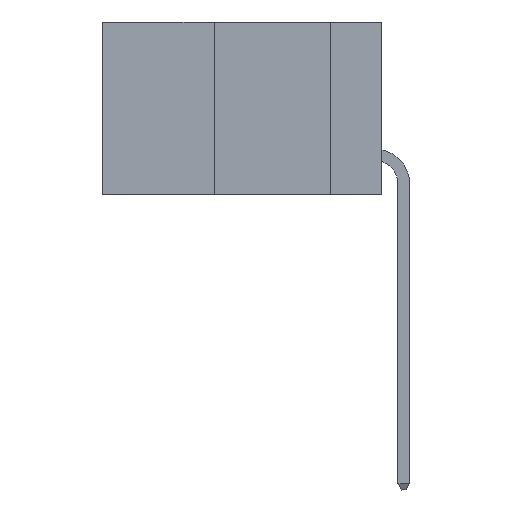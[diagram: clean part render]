
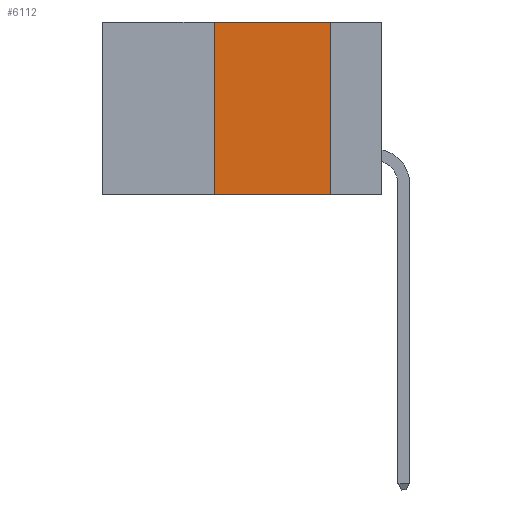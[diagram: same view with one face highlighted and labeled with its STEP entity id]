
A CAD part, left-side view. The second image highlights one B-rep face of the part: STEP entity #6112.
In plain terms, the highlighted planar face has unit normal (-1, 0, 0).
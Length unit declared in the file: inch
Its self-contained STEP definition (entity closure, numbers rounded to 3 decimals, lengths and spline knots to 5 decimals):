
#238 = VERTEX_POINT ( 'NONE', #8238 ) ;
#1126 = VECTOR ( 'NONE', #14708, 39.37008 ) ;
#2482 = CARTESIAN_POINT ( 'NONE',  ( 0., 0.11, 0. ) ) ;
#3485 = AXIS2_PLACEMENT_3D ( 'NONE', #18814, #9549, #20461 ) ;
#4033 = VECTOR ( 'NONE', #17807, 39.37008 ) ;
#5166 = CARTESIAN_POINT ( 'NONE',  ( 0., 0.11, 0. ) ) ;
#5451 = ORIENTED_EDGE ( 'NONE', *, *, #15871, .F. ) ;
#5733 = ORIENTED_EDGE ( 'NONE', *, *, #11280, .F. ) ;
#5789 = CARTESIAN_POINT ( 'NONE',  ( 0., 0.6, 0. ) ) ;
#6054 = LINE ( 'NONE', #5166, #1126 ) ;
#6112 = ADVANCED_FACE ( 'NONE', ( #11685 ), #7924, .F. ) ;
#7056 = VERTEX_POINT ( 'NONE', #11720 ) ;
#7556 = VECTOR ( 'NONE', #15290, 39.37008 ) ;
#7924 = PLANE ( 'NONE',  #3485 ) ;
#8238 = CARTESIAN_POINT ( 'NONE',  ( 0., 0.11, -0.37 ) ) ;
#8399 = CARTESIAN_POINT ( 'NONE',  ( 0., 0.36, 0. ) ) ;
#8490 = ORIENTED_EDGE ( 'NONE', *, *, #14710, .F. ) ;
#8766 = VERTEX_POINT ( 'NONE', #2482 ) ;
#9549 = DIRECTION ( 'NONE',  ( 1., 0., 0. ) ) ;
#9764 = DIRECTION ( 'NONE',  ( 0., -1., 0. ) ) ;
#10192 = ORIENTED_EDGE ( 'NONE', *, *, #19417, .T. ) ;
#10496 = LINE ( 'NONE', #19078, #14667 ) ;
#11280 = EDGE_CURVE ( 'NONE', #15206, #8766, #20554, .T. ) ;
#11685 = FACE_OUTER_BOUND ( 'NONE', #14669, .T. ) ;
#11720 = CARTESIAN_POINT ( 'NONE',  ( 0., 0.36, -0.37 ) ) ;
#13576 = LINE ( 'NONE', #8399, #4033 ) ;
#14366 = CARTESIAN_POINT ( 'NONE',  ( 0., 0.36, 0. ) ) ;
#14667 = VECTOR ( 'NONE', #9764, 39.37008 ) ;
#14669 = EDGE_LOOP ( 'NONE', ( #5451, #5733, #8490, #10192 ) ) ;
#14708 = DIRECTION ( 'NONE',  ( 0., 0., -1. ) ) ;
#14710 = EDGE_CURVE ( 'NONE', #7056, #15206, #13576, .T. ) ;
#15206 = VERTEX_POINT ( 'NONE', #14366 ) ;
#15290 = DIRECTION ( 'NONE',  ( 0., -1., 0. ) ) ;
#15871 = EDGE_CURVE ( 'NONE', #8766, #238, #6054, .T. ) ;
#17807 = DIRECTION ( 'NONE',  ( 0., 0., 1. ) ) ;
#18814 = CARTESIAN_POINT ( 'NONE',  ( 0., 0.6, 0. ) ) ;
#19078 = CARTESIAN_POINT ( 'NONE',  ( 0., 0.6, -0.37 ) ) ;
#19417 = EDGE_CURVE ( 'NONE', #7056, #238, #10496, .T. ) ;
#20461 = DIRECTION ( 'NONE',  ( 0., 0., -1. ) ) ;
#20554 = LINE ( 'NONE', #5789, #7556 ) ;
